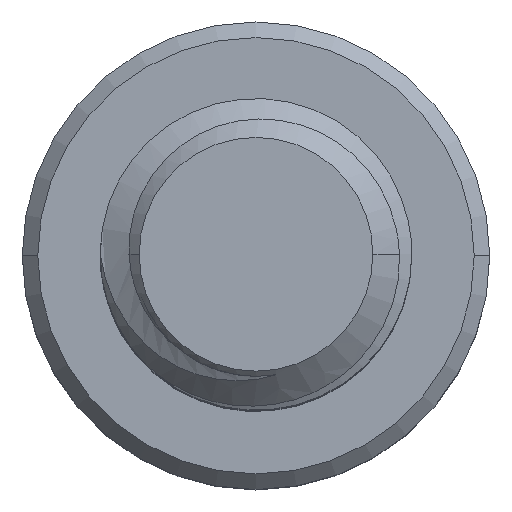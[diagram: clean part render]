
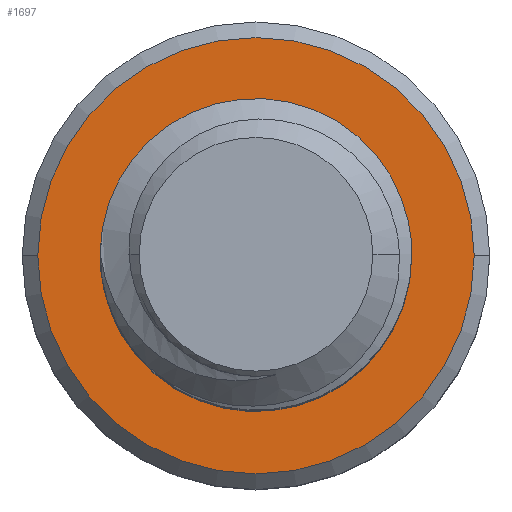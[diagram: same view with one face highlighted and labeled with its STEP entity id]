
A CAD part, top view. The second image highlights one B-rep face of the part: STEP entity #1697.
In plain terms, the highlighted planar face has unit normal (0, 0, 1).
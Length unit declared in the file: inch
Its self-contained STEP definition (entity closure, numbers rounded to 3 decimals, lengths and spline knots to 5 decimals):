
#213 = ORIENTED_EDGE ( 'NONE', *, *, #4387, .T. ) ;
#227 = CIRCLE ( 'NONE', #4518, 0.2625 ) ;
#231 = EDGE_LOOP ( 'NONE', ( #736, #748 ) ) ;
#286 = ORIENTED_EDGE ( 'NONE', *, *, #4395, .T. ) ;
#289 = CIRCLE ( 'NONE', #4510, 0.1875 ) ;
#441 = FACE_BOUND ( 'NONE', #1031, .T. ) ;
#445 = FACE_OUTER_BOUND ( 'NONE', #231, .T. ) ;
#704 = ORIENTED_EDGE ( 'NONE', *, *, #4286, .F. ) ;
#705 = ORIENTED_EDGE ( 'NONE', *, *, #4394, .T. ) ;
#736 = ORIENTED_EDGE ( 'NONE', *, *, #4397, .T. ) ;
#748 = ORIENTED_EDGE ( 'NONE', *, *, #4343, .T. ) ;
#1031 = EDGE_LOOP ( 'NONE', ( #704, #705, #213, #286 ) ) ;
#1155 = CARTESIAN_POINT ( 'NONE',  ( -0.13137, 0.13379, -1. ) ) ;
#1173 = CARTESIAN_POINT ( 'NONE',  ( 0., -0.14691, -1. ) ) ;
#1195 = CARTESIAN_POINT ( 'NONE',  ( -0.2625, 0., -1. ) ) ;
#1278 = CARTESIAN_POINT ( 'NONE',  ( 0.2625, 0., -1. ) ) ;
#1367 = CARTESIAN_POINT ( 'NONE',  ( 0.10293, -0.10482, -1. ) ) ;
#1394 = CARTESIAN_POINT ( 'NONE',  ( 0., 0.1875, -1. ) ) ;
#1617 = B_SPLINE_CURVE_WITH_KNOTS ( 'NONE', 3,
 ( #2862, #2828, #2827, #2826, #2825, #2824, #2823, #2821, #2820, #2819, #2817, #2816, #2815, #2814, #2813, #2812, #2811, #2810, #2809, #2808, #2807, #2806, #2805, #2804, #2803, #2802 ),
 .UNSPECIFIED., .F., .F.,
 ( 4, 2, 2, 2, 2, 2, 2, 2, 2, 2, 2, 2, 4 ),
 ( 0., 0.00126, 0.00251, 0.00314, 0.00377, 0.0044, 0.00503, 0.00565, 0.00628, 0.00691, 0.00754, 0.0088, 0.01005 ),
 .UNSPECIFIED. ) ;
#1618 = B_SPLINE_CURVE_WITH_KNOTS ( 'NONE', 3,
 ( #2868, #2855, #2854, #2853, #2852, #2851, #2850, #2849, #2848, #2847, #2846, #2845, #2844, #2843, #2842, #2841, #2840, #2839, #2838, #2837, #2836, #2835, #2834, #2833, #2832, #2831 ),
 .UNSPECIFIED., .F., .F.,
 ( 4, 2, 2, 2, 2, 2, 2, 2, 2, 2, 2, 2, 4 ),
 ( 0., 0.00126, 0.00252, 0.00315, 0.00378, 0.00504, 0.00567, 0.0063, 0.00693, 0.00756, 0.00818, 0.00881, 0.01007 ),
 .UNSPECIFIED. ) ;
#1697 = ADVANCED_FACE ( 'NONE', ( #445, #441 ), #3579, .F. ) ;
#1827 = CIRCLE ( 'NONE', #4527, 0.2625 ) ;
#1857 = CIRCLE ( 'NONE', #4520, 0.14691 ) ;
#1979 = VERTEX_POINT ( 'NONE', #1394 ) ;
#2021 = VERTEX_POINT ( 'NONE', #1367 ) ;
#2062 = VERTEX_POINT ( 'NONE', #1278 ) ;
#2178 = VERTEX_POINT ( 'NONE', #1155 ) ;
#2400 = VERTEX_POINT ( 'NONE', #1195 ) ;
#2656 = VERTEX_POINT ( 'NONE', #1173 ) ;
#2796 = DIRECTION ( 'NONE',  ( -1., 0., 0. ) ) ;
#2797 = DIRECTION ( 'NONE',  ( 0., 0., 1. ) ) ;
#2802 = CARTESIAN_POINT ( 'NONE',  ( -0.13137, 0.13379, -1. ) ) ;
#2803 = CARTESIAN_POINT ( 'NONE',  ( -0.14214, 0.12103, -1. ) ) ;
#2804 = CARTESIAN_POINT ( 'NONE',  ( -0.15116, 0.10696, -1. ) ) ;
#2805 = CARTESIAN_POINT ( 'NONE',  ( -0.16527, 0.07712, -1. ) ) ;
#2806 = CARTESIAN_POINT ( 'NONE',  ( -0.17025, 0.06097, -1. ) ) ;
#2807 = CARTESIAN_POINT ( 'NONE',  ( -0.17408, 0.03654, -1. ) ) ;
#2808 = CARTESIAN_POINT ( 'NONE',  ( -0.17477, 0.02832, -1. ) ) ;
#2809 = CARTESIAN_POINT ( 'NONE',  ( -0.17498, 0.0117, -1. ) ) ;
#2810 = CARTESIAN_POINT ( 'NONE',  ( -0.17448, 0.00334, -1. ) ) ;
#2811 = CARTESIAN_POINT ( 'NONE',  ( -0.17231, -0.01304, -1. ) ) ;
#2812 = CARTESIAN_POINT ( 'NONE',  ( -0.17065, -0.02111, -1. ) ) ;
#2813 = CARTESIAN_POINT ( 'NONE',  ( -0.16617, -0.03703, -1. ) ) ;
#2814 = CARTESIAN_POINT ( 'NONE',  ( -0.16331, -0.04493, -1. ) ) ;
#2815 = CARTESIAN_POINT ( 'NONE',  ( -0.15657, -0.06009, -1. ) ) ;
#2816 = CARTESIAN_POINT ( 'NONE',  ( -0.15267, -0.06738, -1. ) ) ;
#2817 = CARTESIAN_POINT ( 'NONE',  ( -0.14386, -0.08139, -1. ) ) ;
#2819 = CARTESIAN_POINT ( 'NONE',  ( -0.13889, -0.08816, -1. ) ) ;
#2820 = CARTESIAN_POINT ( 'NONE',  ( -0.12799, -0.10069, -1. ) ) ;
#2821 = CARTESIAN_POINT ( 'NONE',  ( -0.1221, -0.10646, -1. ) ) ;
#2823 = CARTESIAN_POINT ( 'NONE',  ( -0.10943, -0.11704, -1. ) ) ;
#2824 = CARTESIAN_POINT ( 'NONE',  ( -0.1026, -0.12188, -1. ) ) ;
#2825 = CARTESIAN_POINT ( 'NONE',  ( -0.08113, -0.1346, -1. ) ) ;
#2826 = CARTESIAN_POINT ( 'NONE',  ( -0.0657, -0.14068, -1. ) ) ;
#2827 = CARTESIAN_POINT ( 'NONE',  ( -0.0331, -0.14778, -1. ) ) ;
#2828 = CARTESIAN_POINT ( 'NONE',  ( -0.01663, -0.14867, -1. ) ) ;
#2829 = CARTESIAN_POINT ( 'NONE',  ( 0., 0., -1. ) ) ;
#2831 = CARTESIAN_POINT ( 'NONE',  ( 0.10293, -0.10482, -1. ) ) ;
#2832 = CARTESIAN_POINT ( 'NONE',  ( 0.11619, -0.09457, -1. ) ) ;
#2833 = CARTESIAN_POINT ( 'NONE',  ( 0.12718, -0.08233, -1. ) ) ;
#2834 = CARTESIAN_POINT ( 'NONE',  ( 0.14066, -0.06132, -1. ) ) ;
#2835 = CARTESIAN_POINT ( 'NONE',  ( 0.14462, -0.05393, -1. ) ) ;
#2836 = CARTESIAN_POINT ( 'NONE',  ( 0.15126, -0.03882, -1. ) ) ;
#2837 = CARTESIAN_POINT ( 'NONE',  ( 0.15399, -0.03103, -1. ) ) ;
#2838 = CARTESIAN_POINT ( 'NONE',  ( 0.15824, -0.01499, -1. ) ) ;
#2839 = CARTESIAN_POINT ( 'NONE',  ( 0.15975, -0.00671, -1. ) ) ;
#2840 = CARTESIAN_POINT ( 'NONE',  ( 0.16144, 0.00973, -1. ) ) ;
#2841 = CARTESIAN_POINT ( 'NONE',  ( 0.16165, 0.01797, -1. ) ) ;
#2842 = CARTESIAN_POINT ( 'NONE',  ( 0.16078, 0.03448, -1. ) ) ;
#2843 = CARTESIAN_POINT ( 'NONE',  ( 0.15968, 0.04283, -1. ) ) ;
#2844 = CARTESIAN_POINT ( 'NONE',  ( 0.15625, 0.05904, -1. ) ) ;
#2845 = CARTESIAN_POINT ( 'NONE',  ( 0.15392, 0.06693, -1. ) ) ;
#2846 = CARTESIAN_POINT ( 'NONE',  ( 0.14515, 0.09, -1. ) ) ;
#2847 = CARTESIAN_POINT ( 'NONE',  ( 0.13684, 0.10473, -1. ) ) ;
#2848 = CARTESIAN_POINT ( 'NONE',  ( 0.12189, 0.12443, -1. ) ) ;
#2849 = CARTESIAN_POINT ( 'NONE',  ( 0.11646, 0.13063, -1. ) ) ;
#2850 = CARTESIAN_POINT ( 'NONE',  ( 0.10471, 0.14231, -1. ) ) ;
#2851 = CARTESIAN_POINT ( 'NONE',  ( 0.09834, 0.1478, -1. ) ) ;
#2852 = CARTESIAN_POINT ( 'NONE',  ( 0.07847, 0.16265, -1. ) ) ;
#2853 = CARTESIAN_POINT ( 'NONE',  ( 0.06394, 0.17064, -1. ) ) ;
#2854 = CARTESIAN_POINT ( 'NONE',  ( 0.03277, 0.18246, -1. ) ) ;
#2855 = CARTESIAN_POINT ( 'NONE',  ( 0.01665, 0.18611, -1. ) ) ;
#2862 = CARTESIAN_POINT ( 'NONE',  ( 0., -0.14691, -1. ) ) ;
#2868 = CARTESIAN_POINT ( 'NONE',  ( 0., 0.1875, -1. ) ) ;
#2899 = DIRECTION ( 'NONE',  ( 1., 0., 0. ) ) ;
#2900 = DIRECTION ( 'NONE',  ( 0., 0., -1. ) ) ;
#2953 = CARTESIAN_POINT ( 'NONE',  ( 0., 0., -1. ) ) ;
#3249 = DIRECTION ( 'NONE',  ( -1., 0., 0. ) ) ;
#3250 = DIRECTION ( 'NONE',  ( 0., 0., 1. ) ) ;
#3256 = CARTESIAN_POINT ( 'NONE',  ( 0., 0., -1. ) ) ;
#3554 = DIRECTION ( 'NONE',  ( -1., 0., 0. ) ) ;
#3556 = DIRECTION ( 'NONE',  ( 0., 0., -1. ) ) ;
#3579 = PLANE ( 'NONE',  #4495 ) ;
#3582 = CARTESIAN_POINT ( 'NONE',  ( 0., 0., -1. ) ) ;
#3899 = DIRECTION ( 'NONE',  ( 1., 0., 0. ) ) ;
#4063 = CARTESIAN_POINT ( 'NONE',  ( 0., 0., -1. ) ) ;
#4070 = DIRECTION ( 'NONE',  ( 0., 0., 1. ) ) ;
#4286 = EDGE_CURVE ( 'NONE', #1979, #2178, #289, .T. ) ;
#4343 = EDGE_CURVE ( 'NONE', #2062, #2400, #227, .T. ) ;
#4387 = EDGE_CURVE ( 'NONE', #2021, #2656, #1857, .T. ) ;
#4394 = EDGE_CURVE ( 'NONE', #1979, #2021, #1618, .T. ) ;
#4395 = EDGE_CURVE ( 'NONE', #2656, #2178, #1617, .T. ) ;
#4397 = EDGE_CURVE ( 'NONE', #2400, #2062, #1827, .T. ) ;
#4495 = AXIS2_PLACEMENT_3D ( 'NONE', #3582, #3556, #3554 ) ;
#4510 = AXIS2_PLACEMENT_3D ( 'NONE', #4063, #4070, #3899 ) ;
#4518 = AXIS2_PLACEMENT_3D ( 'NONE', #3256, #3250, #3249 ) ;
#4520 = AXIS2_PLACEMENT_3D ( 'NONE', #2953, #2900, #2899 ) ;
#4527 = AXIS2_PLACEMENT_3D ( 'NONE', #2829, #2797, #2796 ) ;
